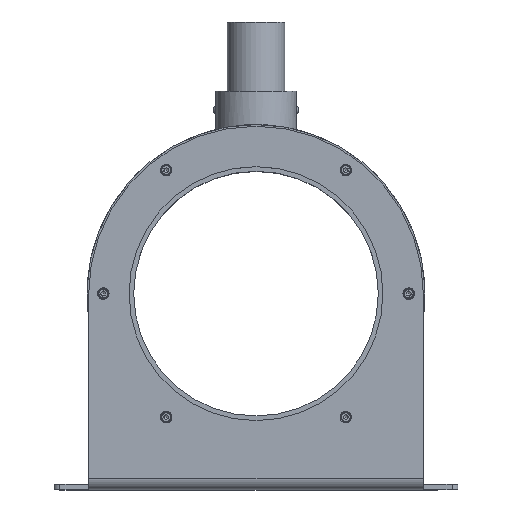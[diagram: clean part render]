
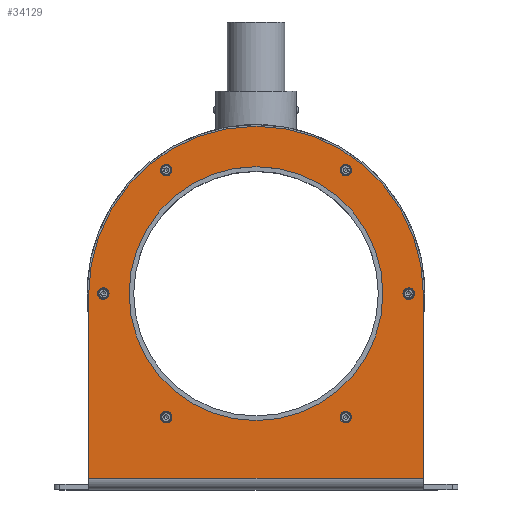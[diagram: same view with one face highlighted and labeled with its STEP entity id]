
A CAD part, top view. The second image highlights one B-rep face of the part: STEP entity #34129.
In plain terms, the highlighted planar face has unit normal (0, 0, 1).
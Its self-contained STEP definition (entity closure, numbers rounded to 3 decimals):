
#375 = DIRECTION ( 'NONE',  ( 1., 0., 0. ) ) ;
#808 = CARTESIAN_POINT ( 'NONE',  ( 137.375, 0., 7.5 ) ) ;
#1260 = CARTESIAN_POINT ( 'NONE',  ( 0., 0., 7.5 ) ) ;
#1486 = ORIENTED_EDGE ( 'NONE', *, *, #36907, .F. ) ;
#1514 = AXIS2_PLACEMENT_3D ( 'NONE', #37161, #6068, #18191 ) ;
#2096 = EDGE_LOOP ( 'NONE', ( #23098 ) ) ;
#2595 = DIRECTION ( 'NONE',  ( 0., 0., 1. ) ) ;
#2972 = CARTESIAN_POINT ( 'NONE',  ( 82.808, 107.094, 7.5 ) ) ;
#3541 = VECTOR ( 'NONE', #7666, 1000. ) ;
#4239 = CARTESIAN_POINT ( 'NONE',  ( 1.979, -160., 7.5 ) ) ;
#4965 = DIRECTION ( 'NONE',  ( 0., 0., 1. ) ) ;
#5195 = DIRECTION ( 'NONE',  ( 0., 1., 0. ) ) ;
#6068 = DIRECTION ( 'NONE',  ( 0., 0., 1. ) ) ;
#6111 = VERTEX_POINT ( 'NONE', #21670 ) ;
#6157 = ORIENTED_EDGE ( 'NONE', *, *, #32921, .F. ) ;
#6459 = EDGE_CURVE ( 'NONE', #43977, #47904, #43711, .T. ) ;
#7061 = EDGE_CURVE ( 'NONE', #22773, #22773, #28629, .T. ) ;
#7666 = DIRECTION ( 'NONE',  ( -1., 0., 0. ) ) ;
#9144 = CARTESIAN_POINT ( 'NONE',  ( -132.375, 0., 7.5 ) ) ;
#9631 = VECTOR ( 'NONE', #28864, 1000. ) ;
#10216 = CIRCLE ( 'NONE', #39708, 5. ) ;
#11235 = ORIENTED_EDGE ( 'NONE', *, *, #42223, .F. ) ;
#11428 = DIRECTION ( 'NONE',  ( 1., 0., 0. ) ) ;
#13156 = EDGE_CURVE ( 'NONE', #43977, #28037, #20401, .T. ) ;
#13502 = ORIENTED_EDGE ( 'NONE', *, *, #13156, .F. ) ;
#13804 = ORIENTED_EDGE ( 'NONE', *, *, #37864, .F. ) ;
#13979 = DIRECTION ( 'NONE',  ( 1., 0., 0. ) ) ;
#14624 = PLANE ( 'NONE',  #45479 ) ;
#15530 = CARTESIAN_POINT ( 'NONE',  ( -145., -70.972, 7.5 ) ) ;
#15890 = CIRCLE ( 'NONE', #52080, 5. ) ;
#16142 = EDGE_LOOP ( 'NONE', ( #17384 ) ) ;
#17384 = ORIENTED_EDGE ( 'NONE', *, *, #7061, .F. ) ;
#17980 = VERTEX_POINT ( 'NONE', #21142 ) ;
#18086 = EDGE_CURVE ( 'NONE', #36158, #36158, #27678, .T. ) ;
#18191 = DIRECTION ( 'NONE',  ( 1., 0., 0. ) ) ;
#18239 = EDGE_LOOP ( 'NONE', ( #1486 ) ) ;
#20200 = EDGE_CURVE ( 'NONE', #40651, #40651, #10216, .T. ) ;
#20401 = LINE ( 'NONE', #48359, #9631 ) ;
#20486 = ORIENTED_EDGE ( 'NONE', *, *, #44372, .F. ) ;
#20742 = ORIENTED_EDGE ( 'NONE', *, *, #20200, .F. ) ;
#21142 = CARTESIAN_POINT ( 'NONE',  ( 110., 0., 7.5 ) ) ;
#21284 = DIRECTION ( 'NONE',  ( 0., 0., 1. ) ) ;
#21648 = CARTESIAN_POINT ( 'NONE',  ( -77.808, -107.094, 7.5 ) ) ;
#21670 = CARTESIAN_POINT ( 'NONE',  ( -72.808, -107.094, 7.5 ) ) ;
#22415 = DIRECTION ( 'NONE',  ( 0., 0., 1. ) ) ;
#22535 = DIRECTION ( 'NONE',  ( 0., 0., 1. ) ) ;
#22773 = VERTEX_POINT ( 'NONE', #2972 ) ;
#23098 = ORIENTED_EDGE ( 'NONE', *, *, #18086, .F. ) ;
#23238 = CARTESIAN_POINT ( 'NONE',  ( 82.808, -107.094, 7.5 ) ) ;
#23594 = FACE_BOUND ( 'NONE', #36395, .T. ) ;
#24682 = ORIENTED_EDGE ( 'NONE', *, *, #41985, .F. ) ;
#26111 = AXIS2_PLACEMENT_3D ( 'NONE', #50091, #22415, #13979 ) ;
#26806 = FACE_OUTER_BOUND ( 'NONE', #28058, .T. ) ;
#27571 = FACE_BOUND ( 'NONE', #30789, .T. ) ;
#27678 = CIRCLE ( 'NONE', #1514, 5. ) ;
#27741 = AXIS2_PLACEMENT_3D ( 'NONE', #47448, #2595, #47198 ) ;
#28037 = VERTEX_POINT ( 'NONE', #37614 ) ;
#28058 = EDGE_LOOP ( 'NONE', ( #48647, #11235, #24682, #13502 ) ) ;
#28142 = AXIS2_PLACEMENT_3D ( 'NONE', #33605, #36501, #375 ) ;
#28530 = CARTESIAN_POINT ( 'NONE',  ( 132.375, 0., 7.5 ) ) ;
#28629 = CIRCLE ( 'NONE', #26111, 5. ) ;
#28818 = CARTESIAN_POINT ( 'NONE',  ( -72.808, 107.094, 7.5 ) ) ;
#28864 = DIRECTION ( 'NONE',  ( 0., -1., 0. ) ) ;
#29109 = EDGE_LOOP ( 'NONE', ( #6157 ) ) ;
#29308 = DIRECTION ( 'NONE',  ( 0., 0., 1. ) ) ;
#29360 = CIRCLE ( 'NONE', #48679, 5. ) ;
#29515 = DIRECTION ( 'NONE',  ( 1., 0., 0. ) ) ;
#29713 = VECTOR ( 'NONE', #5195, 1000. ) ;
#30032 = DIRECTION ( 'NONE',  ( 1., 0., 0. ) ) ;
#30789 = EDGE_LOOP ( 'NONE', ( #13804 ) ) ;
#31010 = FACE_BOUND ( 'NONE', #29109, .T. ) ;
#31206 = CARTESIAN_POINT ( 'NONE',  ( -145., -160., 7.5 ) ) ;
#31279 = FACE_BOUND ( 'NONE', #16142, .T. ) ;
#32921 = EDGE_CURVE ( 'NONE', #41186, #41186, #29360, .T. ) ;
#32958 = CARTESIAN_POINT ( 'NONE',  ( 145., 0., 7.5 ) ) ;
#33001 = AXIS2_PLACEMENT_3D ( 'NONE', #1260, #4965, #29515 ) ;
#33605 = CARTESIAN_POINT ( 'NONE',  ( 77.808, -107.094, 7.5 ) ) ;
#34129 = ADVANCED_FACE ( 'NONE', ( #35409, #26806, #27571, #31279, #23594, #39655, #43092, #31010 ), #14624, .T. ) ;
#35409 = FACE_BOUND ( 'NONE', #18239, .T. ) ;
#36158 = VERTEX_POINT ( 'NONE', #28818 ) ;
#36395 = EDGE_LOOP ( 'NONE', ( #20742 ) ) ;
#36501 = DIRECTION ( 'NONE',  ( 0., 0., 1. ) ) ;
#36907 = EDGE_CURVE ( 'NONE', #17980, #17980, #43881, .T. ) ;
#37161 = CARTESIAN_POINT ( 'NONE',  ( -77.808, 107.094, 7.5 ) ) ;
#37487 = CARTESIAN_POINT ( 'NONE',  ( -127.375, 0., 7.5 ) ) ;
#37614 = CARTESIAN_POINT ( 'NONE',  ( 145., -160., 7.5 ) ) ;
#37864 = EDGE_CURVE ( 'NONE', #6111, #6111, #15890, .T. ) ;
#39655 = FACE_BOUND ( 'NONE', #45393, .T. ) ;
#39708 = AXIS2_PLACEMENT_3D ( 'NONE', #28530, #29308, #44595 ) ;
#40651 = VERTEX_POINT ( 'NONE', #808 ) ;
#41186 = VERTEX_POINT ( 'NONE', #37487 ) ;
#41985 = EDGE_CURVE ( 'NONE', #28037, #48437, #43807, .T. ) ;
#42223 = EDGE_CURVE ( 'NONE', #48437, #47904, #51625, .T. ) ;
#43092 = FACE_BOUND ( 'NONE', #2096, .T. ) ;
#43711 = CIRCLE ( 'NONE', #27741, 145. ) ;
#43807 = LINE ( 'NONE', #4239, #3541 ) ;
#43881 = CIRCLE ( 'NONE', #33001, 110. ) ;
#43977 = VERTEX_POINT ( 'NONE', #32958 ) ;
#44372 = EDGE_CURVE ( 'NONE', #46973, #46973, #47444, .T. ) ;
#44595 = DIRECTION ( 'NONE',  ( 1., 0., 0. ) ) ;
#45132 = DIRECTION ( 'NONE',  ( 1., 0., 0. ) ) ;
#45240 = CARTESIAN_POINT ( 'NONE',  ( -145., 0., 7.5 ) ) ;
#45393 = EDGE_LOOP ( 'NONE', ( #20486 ) ) ;
#45479 = AXIS2_PLACEMENT_3D ( 'NONE', #47582, #22535, #11428 ) ;
#45906 = DIRECTION ( 'NONE',  ( 0., 0., 1. ) ) ;
#46973 = VERTEX_POINT ( 'NONE', #23238 ) ;
#47198 = DIRECTION ( 'NONE',  ( 1., 0., 0. ) ) ;
#47444 = CIRCLE ( 'NONE', #28142, 5. ) ;
#47448 = CARTESIAN_POINT ( 'NONE',  ( 0., 0., 7.5 ) ) ;
#47582 = CARTESIAN_POINT ( 'NONE',  ( 1.979, -70.972, 7.5 ) ) ;
#47904 = VERTEX_POINT ( 'NONE', #45240 ) ;
#48359 = CARTESIAN_POINT ( 'NONE',  ( 145., -70.972, 7.5 ) ) ;
#48437 = VERTEX_POINT ( 'NONE', #31206 ) ;
#48647 = ORIENTED_EDGE ( 'NONE', *, *, #6459, .T. ) ;
#48679 = AXIS2_PLACEMENT_3D ( 'NONE', #9144, #21284, #30032 ) ;
#50091 = CARTESIAN_POINT ( 'NONE',  ( 77.808, 107.094, 7.5 ) ) ;
#51625 = LINE ( 'NONE', #15530, #29713 ) ;
#52080 = AXIS2_PLACEMENT_3D ( 'NONE', #21648, #45906, #45132 ) ;
